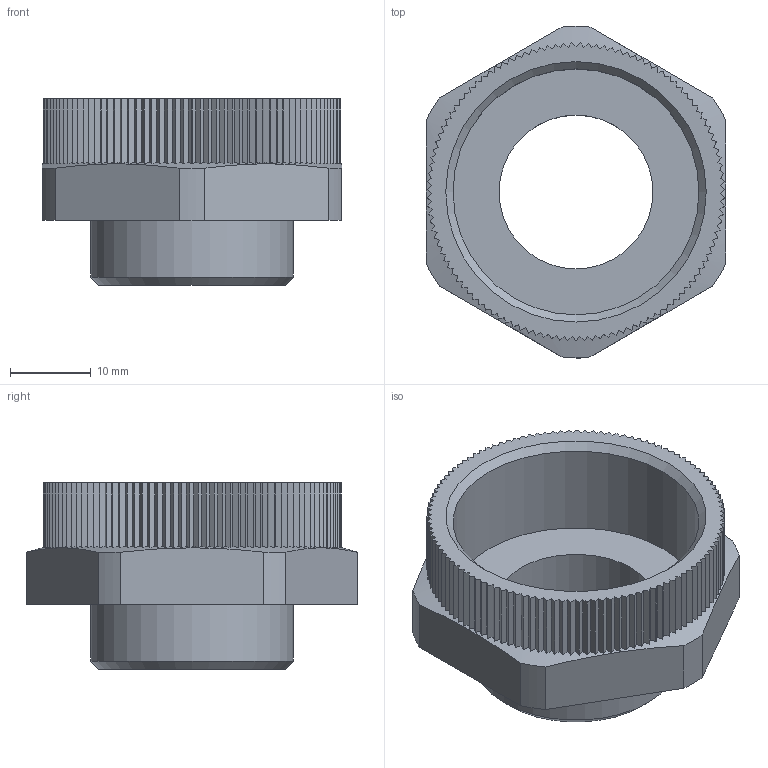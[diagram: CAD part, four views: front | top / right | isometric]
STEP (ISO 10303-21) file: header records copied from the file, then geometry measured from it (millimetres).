
FILE_DESCRIPTION (( 'STEP AP214' ), '1' );
FILE_NAME ('2031453.stp', '2021-03-19T10:43:11', ( '' ), ( '' ), 'SwSTEP 2.0', 'SolidWorks 2020', '' );
FILE_SCHEMA (( 'AUTOMOTIVE_DESIGN' ));
Length unit declared in the file: millimetre
Products named in the file (1): 2031453
Bounding box: 37 x 40.99 x 23 mm (x, y, z)
Volume: 8299.6 mm3; surface area: 6262.4 mm2
Topology: 1 solids, 1 shells, 405 faces, 1193 edges, 795 vertices
Faces by surface type: plane 277, cylinder 124, cone 3, bspline 1
Full cylindrical faces by diameter (mm): 19 x1, 25 x1, 30.367 x1
Entity records: 13714 total; most frequent: CARTESIAN_POINT 3152, ORIENTED_EDGE 2366, DIRECTION 2005, EDGE_CURVE 1183, VERTEX_POINT 792, VECTOR 695, LINE 695, AXIS2_PLACEMENT_3D 655
